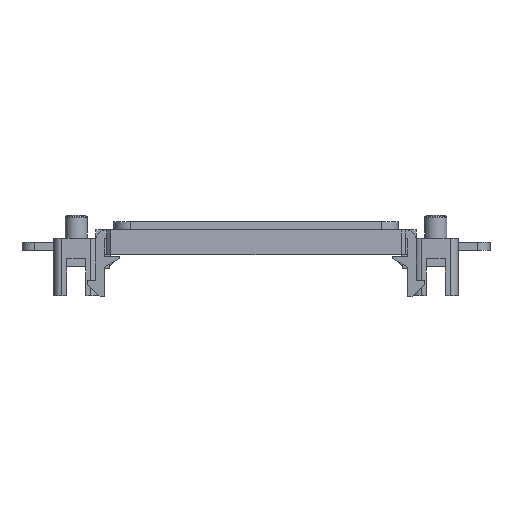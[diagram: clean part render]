
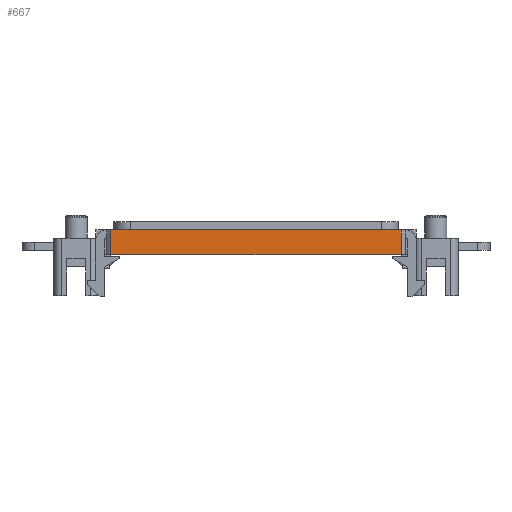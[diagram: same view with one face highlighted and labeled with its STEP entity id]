
A CAD part, left-side view. The second image highlights one B-rep face of the part: STEP entity #667.
In plain terms, the highlighted planar face has unit normal (-1, 0, 0).
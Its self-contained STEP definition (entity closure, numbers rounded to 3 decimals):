
#73 = VERTEX_POINT('',#74);
#74 = CARTESIAN_POINT('',(-23.55,17.7,1.));
#82 = EDGE_CURVE('',#73,#83,#85,.T.);
#83 = VERTEX_POINT('',#84);
#84 = CARTESIAN_POINT('',(-23.55,-17.7,1.));
#85 = LINE('',#86,#87);
#86 = CARTESIAN_POINT('',(-23.55,17.7,1.));
#87 = VECTOR('',#88,1.);
#88 = DIRECTION('',(0.,-1.,0.));
#640 = EDGE_CURVE('',#73,#641,#643,.T.);
#641 = VERTEX_POINT('',#642);
#642 = CARTESIAN_POINT('',(-23.55,17.7,-2.));
#643 = LINE('',#644,#645);
#644 = CARTESIAN_POINT('',(-23.55,17.7,0.));
#645 = VECTOR('',#646,1.);
#646 = DIRECTION('',(-0.,-0.,-1.));
#667 = ADVANCED_FACE('',(#668),#686,.T.);
#668 = FACE_BOUND('',#669,.T.);
#669 = EDGE_LOOP('',(#670,#671,#672,#680));
#670 = ORIENTED_EDGE('',*,*,#82,.F.);
#671 = ORIENTED_EDGE('',*,*,#640,.T.);
#672 = ORIENTED_EDGE('',*,*,#673,.F.);
#673 = EDGE_CURVE('',#674,#641,#676,.T.);
#674 = VERTEX_POINT('',#675);
#675 = CARTESIAN_POINT('',(-23.55,-17.7,-2.));
#676 = LINE('',#677,#678);
#677 = CARTESIAN_POINT('',(-23.55,-17.7,-2.));
#678 = VECTOR('',#679,1.);
#679 = DIRECTION('',(0.,1.,0.));
#680 = ORIENTED_EDGE('',*,*,#681,.T.);
#681 = EDGE_CURVE('',#674,#83,#682,.T.);
#682 = LINE('',#683,#684);
#683 = CARTESIAN_POINT('',(-23.55,-17.7,0.));
#684 = VECTOR('',#685,1.);
#685 = DIRECTION('',(0.,0.,1.));
#686 = PLANE('',#687);
#687 = AXIS2_PLACEMENT_3D('',#688,#689,#690);
#688 = CARTESIAN_POINT('',(-23.55,0.,-0.5));
#689 = DIRECTION('',(-1.,-0.,-0.));
#690 = DIRECTION('',(0.,0.,-1.));
